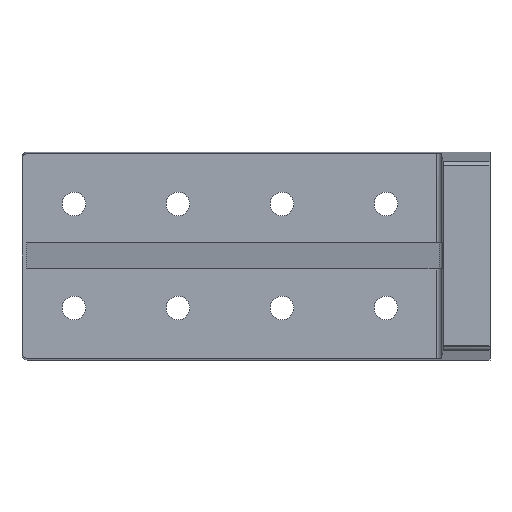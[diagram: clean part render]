
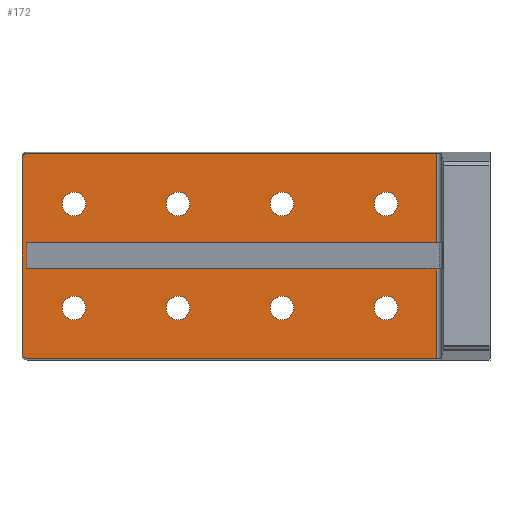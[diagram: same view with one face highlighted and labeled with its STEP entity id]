
A CAD part, left-side view. The second image highlights one B-rep face of the part: STEP entity #172.
In plain terms, the highlighted planar face has unit normal (-1, 0, 0).
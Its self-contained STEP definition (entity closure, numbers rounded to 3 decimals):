
#172=ADVANCED_FACE('',(#348,#349,#350,#351,#352,#353,#354,#355,#356),#357,.T.);
#348=FACE_BOUND('',#742,.T.);
#349=FACE_BOUND('',#743,.T.);
#350=FACE_BOUND('',#744,.T.);
#351=FACE_BOUND('',#745,.T.);
#352=FACE_BOUND('',#746,.T.);
#353=FACE_BOUND('',#747,.T.);
#354=FACE_BOUND('',#748,.T.);
#355=FACE_BOUND('',#749,.T.);
#356=FACE_OUTER_BOUND('',#750,.T.);
#357=PLANE('',#751);
#742=EDGE_LOOP('',(#1138));
#743=EDGE_LOOP('',(#1139));
#744=EDGE_LOOP('',(#1140));
#745=EDGE_LOOP('',(#1141));
#746=EDGE_LOOP('',(#1142));
#747=EDGE_LOOP('',(#1143));
#748=EDGE_LOOP('',(#1144));
#749=EDGE_LOOP('',(#1145));
#750=EDGE_LOOP('',(#1146,#1147,#1148,#1149,#1150,#1151,#1152,#1153,#1154,#1155));
#751=AXIS2_PLACEMENT_3D('',#1156,#1157,#1158);
#1138=ORIENTED_EDGE('',*,*,#2600,.F.);
#1139=ORIENTED_EDGE('',*,*,#2601,.F.);
#1140=ORIENTED_EDGE('',*,*,#2602,.F.);
#1141=ORIENTED_EDGE('',*,*,#2599,.F.);
#1142=ORIENTED_EDGE('',*,*,#2603,.F.);
#1143=ORIENTED_EDGE('',*,*,#2604,.F.);
#1144=ORIENTED_EDGE('',*,*,#2605,.F.);
#1145=ORIENTED_EDGE('',*,*,#2606,.F.);
#1146=ORIENTED_EDGE('',*,*,#2607,.F.);
#1147=ORIENTED_EDGE('',*,*,#2608,.T.);
#1148=ORIENTED_EDGE('',*,*,#2609,.T.);
#1149=ORIENTED_EDGE('',*,*,#2610,.T.);
#1150=ORIENTED_EDGE('',*,*,#2611,.F.);
#1151=ORIENTED_EDGE('',*,*,#2612,.T.);
#1152=ORIENTED_EDGE('',*,*,#2613,.T.);
#1153=ORIENTED_EDGE('',*,*,#2614,.T.);
#1154=ORIENTED_EDGE('',*,*,#2615,.T.);
#1155=ORIENTED_EDGE('',*,*,#2616,.T.);
#1156=CARTESIAN_POINT('',(-17.991,219.389,-180.0));
#1157=DIRECTION('',(-1.,0.,0.0));
#1158=DIRECTION('',(0.0,0.0,1.0));
#2599=EDGE_CURVE('',#3073,#3073,#3074,.T.);
#2600=EDGE_CURVE('',#3075,#3075,#3076,.T.);
#2601=EDGE_CURVE('',#3077,#3077,#3078,.T.);
#2602=EDGE_CURVE('',#3079,#3079,#3080,.T.);
#2603=EDGE_CURVE('',#3081,#3081,#3082,.T.);
#2604=EDGE_CURVE('',#3083,#3083,#3084,.T.);
#2605=EDGE_CURVE('',#3085,#3085,#3086,.T.);
#2606=EDGE_CURVE('',#3087,#3087,#3088,.T.);
#2607=EDGE_CURVE('',#3089,#3090,#3091,.T.);
#2608=EDGE_CURVE('',#3089,#3092,#3093,.T.);
#2609=EDGE_CURVE('',#3092,#3094,#3095,.T.);
#2610=EDGE_CURVE('',#3094,#3096,#3097,.T.);
#2611=EDGE_CURVE('',#3098,#3096,#3099,.T.);
#2612=EDGE_CURVE('',#3098,#3100,#3101,.T.);
#2613=EDGE_CURVE('',#3100,#3102,#3103,.T.);
#2614=EDGE_CURVE('',#3102,#3104,#3105,.T.);
#2615=EDGE_CURVE('',#3104,#3106,#3107,.T.);
#2616=EDGE_CURVE('',#3106,#3090,#3108,.T.);
#3073=VERTEX_POINT('',#3870);
#3074=ELLIPSE('',#3871,4.56,4.56);
#3075=VERTEX_POINT('',#3872);
#3076=ELLIPSE('',#3873,4.559,4.559);
#3077=VERTEX_POINT('',#3874);
#3078=ELLIPSE('',#3875,4.559,4.559);
#3079=VERTEX_POINT('',#3876);
#3080=ELLIPSE('',#3877,4.56,4.56);
#3081=VERTEX_POINT('',#3878);
#3082=ELLIPSE('',#3879,4.559,4.559);
#3083=VERTEX_POINT('',#3880);
#3084=ELLIPSE('',#3881,4.559,4.559);
#3085=VERTEX_POINT('',#3882);
#3086=ELLIPSE('',#3883,4.56,4.56);
#3087=VERTEX_POINT('',#3884);
#3088=ELLIPSE('',#3885,4.56,4.56);
#3089=VERTEX_POINT('',#3886);
#3090=VERTEX_POINT('',#3887);
#3091=LINE('',#3888,#3889);
#3092=VERTEX_POINT('',#3890);
#3093=ELLIPSE('',#3891,2.001,2.0);
#3094=VERTEX_POINT('',#3892);
#3095=LINE('',#3893,#3894);
#3096=VERTEX_POINT('',#3895);
#3097=LINE('',#3896,#3897);
#3098=VERTEX_POINT('',#3898);
#3099=LINE('',#3899,#3900);
#3100=VERTEX_POINT('',#3901);
#3101=LINE('',#3902,#3903);
#3102=VERTEX_POINT('',#3904);
#3103=LINE('',#3905,#3906);
#3104=VERTEX_POINT('',#3907);
#3105=LINE('',#3908,#3909);
#3106=VERTEX_POINT('',#3910);
#3107=LINE('',#3911,#3912);
#3108=ELLIPSE('',#3913,2.001,2.0);
#3870=CARTESIAN_POINT('',(-18.003,164.56,-20.0));
#3871=AXIS2_PLACEMENT_3D('',#4969,#4970,#4971);
#3872=CARTESIAN_POINT('',(-18.028,44.559,-20.0));
#3873=AXIS2_PLACEMENT_3D('',#4972,#4973,#4974);
#3874=CARTESIAN_POINT('',(-18.02,84.559,-20.0));
#3875=AXIS2_PLACEMENT_3D('',#4975,#4976,#4977);
#3876=CARTESIAN_POINT('',(-18.011,124.56,-20.0));
#3877=AXIS2_PLACEMENT_3D('',#4978,#4979,#4980);
#3878=CARTESIAN_POINT('',(-18.028,44.559,20.0));
#3879=AXIS2_PLACEMENT_3D('',#4981,#4982,#4983);
#3880=CARTESIAN_POINT('',(-18.02,84.559,20.0));
#3881=AXIS2_PLACEMENT_3D('',#4984,#4985,#4986);
#3882=CARTESIAN_POINT('',(-18.011,124.56,20.0));
#3883=AXIS2_PLACEMENT_3D('',#4987,#4988,#4989);
#3884=CARTESIAN_POINT('',(-18.003,164.56,20.0));
#3885=AXIS2_PLACEMENT_3D('',#4990,#4991,#4992);
#3886=CARTESIAN_POINT('',(-18.,180.0,-37.33));
#3887=CARTESIAN_POINT('',(-18.,180.0,37.33));
#3888=CARTESIAN_POINT('',(-18.,180.0,-34.358));
#3889=VECTOR('',#4993,1.0);
#3890=CARTESIAN_POINT('',(-18.,178.0,-39.331));
#3891=AXIS2_PLACEMENT_3D('',#4994,#4995,#4996);
#3892=CARTESIAN_POINT('',(-18.033,20.515,-39.33));
#3893=CARTESIAN_POINT('',(-18.,180.004,-39.331));
#3894=VECTOR('',#4997,1.0);
#3895=CARTESIAN_POINT('',(-18.033,20.515,-5.0));
#3896=CARTESIAN_POINT('',(-18.033,20.515,-180.0));
#3897=VECTOR('',#4998,1.0);
#3898=CARTESIAN_POINT('',(-18.,178.193,-5.0));
#3899=CARTESIAN_POINT('',(-17.991,219.389,-5.0));
#3900=VECTOR('',#4999,1.0);
#3901=CARTESIAN_POINT('',(-18.,178.193,5.0));
#3902=CARTESIAN_POINT('',(-18.,178.193,-180.0));
#3903=VECTOR('',#5000,1.0);
#3904=CARTESIAN_POINT('',(-18.033,20.515,5.0));
#3905=CARTESIAN_POINT('',(-17.991,219.389,5.0));
#3906=VECTOR('',#5001,1.0);
#3907=CARTESIAN_POINT('',(-18.033,20.515,39.33));
#3908=CARTESIAN_POINT('',(-18.033,20.515,-180.0));
#3909=VECTOR('',#5002,1.0);
#3910=CARTESIAN_POINT('',(-18.,178.0,39.331));
#3911=CARTESIAN_POINT('',(-18.,179.983,39.331));
#3912=VECTOR('',#5003,1.0);
#3913=AXIS2_PLACEMENT_3D('',#5004,#5005,#5006);
#4969=CARTESIAN_POINT('',(-18.004,160.,-20.0));
#4970=DIRECTION('',(-1.,0.,0.0));
#4971=DIRECTION('',(0.,1.,0.0));
#4972=CARTESIAN_POINT('',(-18.029,40.,-20.0));
#4973=DIRECTION('',(-1.,0.,0.0));
#4974=DIRECTION('',(0.,1.,0.0));
#4975=CARTESIAN_POINT('',(-18.021,80.,-20.0));
#4976=DIRECTION('',(-1.,0.,0.0));
#4977=DIRECTION('',(0.,1.,0.0));
#4978=CARTESIAN_POINT('',(-18.012,120.,-20.0));
#4979=DIRECTION('',(-1.,0.,0.0));
#4980=DIRECTION('',(0.,1.,0.0));
#4981=CARTESIAN_POINT('',(-18.029,40.,20.0));
#4982=DIRECTION('',(-1.,0.,0.0));
#4983=DIRECTION('',(0.,1.,0.0));
#4984=CARTESIAN_POINT('',(-18.021,80.,20.0));
#4985=DIRECTION('',(-1.,0.,0.0));
#4986=DIRECTION('',(0.,1.,0.0));
#4987=CARTESIAN_POINT('',(-18.012,120.,20.0));
#4988=DIRECTION('',(-1.,0.,0.0));
#4989=DIRECTION('',(0.,1.,0.0));
#4990=CARTESIAN_POINT('',(-18.004,160.,20.0));
#4991=DIRECTION('',(-1.,0.,0.0));
#4992=DIRECTION('',(0.,1.,0.0));
#4993=DIRECTION('',(0.0,0.0,1.0));
#4994=CARTESIAN_POINT('',(-18.,178.0,-37.33));
#4995=DIRECTION('',(-1.,0.,0.));
#4996=DIRECTION('',(0.,0.006,-1.));
#4997=DIRECTION('',(0.,-1.,0.));
#4998=DIRECTION('',(0.0,0.0,1.0));
#4999=DIRECTION('',(0.,-1.,0.0));
#5000=DIRECTION('',(0.0,0.0,1.0));
#5001=DIRECTION('',(0.,-1.,0.0));
#5002=DIRECTION('',(0.0,0.0,1.0));
#5003=DIRECTION('',(0.,1.,0.));
#5004=CARTESIAN_POINT('',(-18.,178.0,37.33));
#5005=DIRECTION('',(-1.,0.,0.));
#5006=DIRECTION('',(0.,-0.006,-1.));
